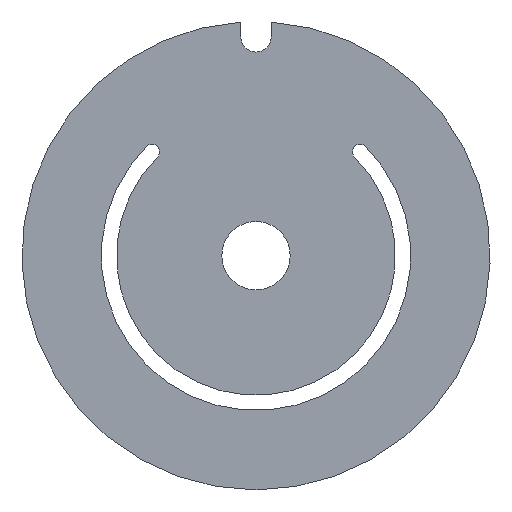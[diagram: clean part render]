
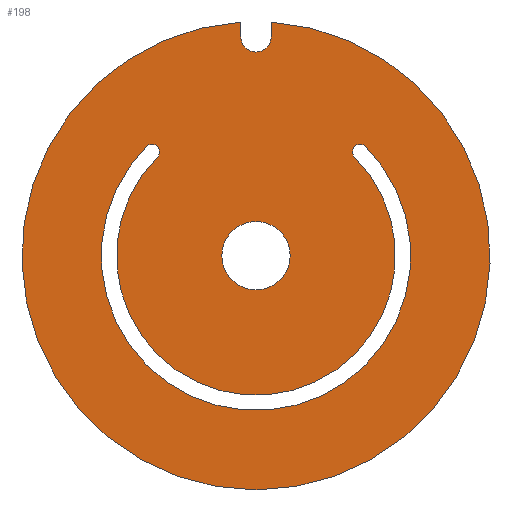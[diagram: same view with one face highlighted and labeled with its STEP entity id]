
A CAD part, front view. The second image highlights one B-rep face of the part: STEP entity #198.
In plain terms, the highlighted planar face has unit normal (0, -1, 0).
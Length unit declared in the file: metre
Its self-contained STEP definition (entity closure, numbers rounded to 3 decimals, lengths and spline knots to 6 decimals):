
#34=CIRCLE('',#230,0.0308);
#35=CIRCLE('',#231,0.002);
#36=CIRCLE('',#232,0.0045);
#37=CIRCLE('',#233,0.001);
#38=CIRCLE('',#234,0.018348);
#39=CIRCLE('',#235,0.001);
#40=CIRCLE('',#236,0.020348);
#50=ORIENTED_EDGE('',*,*,#102,.F.);
#51=ORIENTED_EDGE('',*,*,#103,.T.);
#52=ORIENTED_EDGE('',*,*,#104,.F.);
#53=ORIENTED_EDGE('',*,*,#105,.F.);
#54=ORIENTED_EDGE('',*,*,#106,.F.);
#55=ORIENTED_EDGE('',*,*,#107,.F.);
#56=ORIENTED_EDGE('',*,*,#108,.T.);
#57=ORIENTED_EDGE('',*,*,#109,.F.);
#58=ORIENTED_EDGE('',*,*,#110,.T.);
#102=EDGE_CURVE('',#128,#129,#139,.T.);
#103=EDGE_CURVE('',#128,#130,#34,.T.);
#104=EDGE_CURVE('',#131,#130,#140,.T.);
#105=EDGE_CURVE('',#129,#131,#35,.T.);
#106=EDGE_CURVE('',#132,#132,#36,.T.);
#107=EDGE_CURVE('',#133,#134,#37,.T.);
#108=EDGE_CURVE('',#133,#135,#38,.T.);
#109=EDGE_CURVE('',#136,#135,#39,.T.);
#110=EDGE_CURVE('',#136,#134,#40,.T.);
#128=VERTEX_POINT('',#332);
#129=VERTEX_POINT('',#333);
#130=VERTEX_POINT('',#335);
#131=VERTEX_POINT('',#337);
#132=VERTEX_POINT('',#340);
#133=VERTEX_POINT('',#342);
#134=VERTEX_POINT('',#343);
#135=VERTEX_POINT('',#345);
#136=VERTEX_POINT('',#347);
#139=LINE('',#331,#151);
#140=LINE('',#336,#152);
#151=VECTOR('',#268,1.);
#152=VECTOR('',#271,1.);
#164=EDGE_LOOP('',(#50,#51,#52,#53));
#165=EDGE_LOOP('',(#54));
#166=EDGE_LOOP('',(#55,#56,#57,#58));
#180=FACE_BOUND('',#164,.T.);
#181=FACE_BOUND('',#165,.T.);
#182=FACE_BOUND('',#166,.T.);
#194=PLANE('',#229);
#198=ADVANCED_FACE('',(#180,#181,#182),#194,.T.);
#229=AXIS2_PLACEMENT_3D('',#330,#266,#267);
#230=AXIS2_PLACEMENT_3D('',#334,#269,#270);
#231=AXIS2_PLACEMENT_3D('',#338,#272,#273);
#232=AXIS2_PLACEMENT_3D('',#339,#274,#275);
#233=AXIS2_PLACEMENT_3D('',#341,#276,#277);
#234=AXIS2_PLACEMENT_3D('',#344,#278,#279);
#235=AXIS2_PLACEMENT_3D('',#346,#280,#281);
#236=AXIS2_PLACEMENT_3D('',#348,#282,#283);
#266=DIRECTION('',(0.,-1.,0.));
#267=DIRECTION('',(1.,0.,0.));
#268=DIRECTION('',(0.,0.,-1.));
#269=DIRECTION('',(0.,-1.,0.));
#270=DIRECTION('',(0.,0.,-1.));
#271=DIRECTION('',(0.,0.,1.));
#272=DIRECTION('',(0.,-1.,0.));
#273=DIRECTION('',(0.,0.,-1.));
#274=DIRECTION('',(0.,-1.,0.));
#275=DIRECTION('',(0.,0.,-1.));
#276=DIRECTION('',(0.,-1.,0.));
#277=DIRECTION('',(0.,0.,-1.));
#278=DIRECTION('',(0.,-1.,0.));
#279=DIRECTION('',(0.,0.,-1.));
#280=DIRECTION('',(0.,-1.,0.));
#281=DIRECTION('',(0.,0.,-1.));
#282=DIRECTION('',(0.,1.,0.));
#283=DIRECTION('',(0.,0.,-1.));
#330=CARTESIAN_POINT('',(0.,0.,0.));
#331=CARTESIAN_POINT('',(-0.002,0.,0.0298));
#332=CARTESIAN_POINT('',(-0.002,0.,0.030735));
#333=CARTESIAN_POINT('',(-0.002,0.,0.0288));
#334=CARTESIAN_POINT('',(0.,0.,0.));
#335=CARTESIAN_POINT('',(0.002,0.,0.030735));
#336=CARTESIAN_POINT('',(0.002,0.,0.0298));
#337=CARTESIAN_POINT('',(0.002,0.,0.0288));
#338=CARTESIAN_POINT('',(0.,0.,0.0288));
#339=CARTESIAN_POINT('',(0.,0.,0.));
#340=CARTESIAN_POINT('',(0.,0.,-0.0045));
#341=CARTESIAN_POINT('',(-0.013681,0.,0.013681));
#342=CARTESIAN_POINT('',(-0.012974,0.,0.012974));
#343=CARTESIAN_POINT('',(-0.014388,0.,0.014388));
#344=CARTESIAN_POINT('',(0.,0.,0.));
#345=CARTESIAN_POINT('',(0.012974,0.,0.012974));
#346=CARTESIAN_POINT('',(0.013681,0.,0.013681));
#347=CARTESIAN_POINT('',(0.014388,0.,0.014388));
#348=CARTESIAN_POINT('',(0.,0.,0.));
